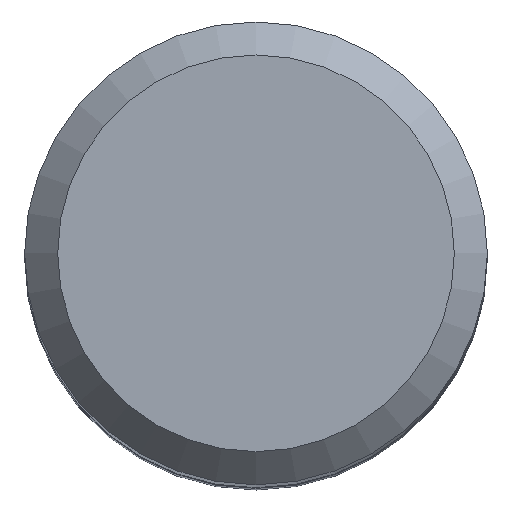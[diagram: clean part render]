
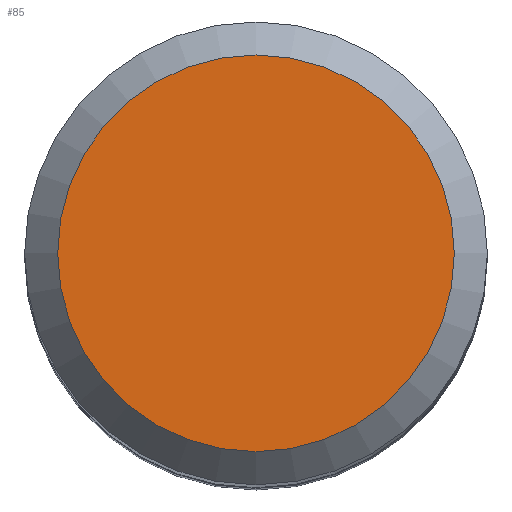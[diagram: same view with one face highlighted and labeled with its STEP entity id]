
A CAD part, top view. The second image highlights one B-rep face of the part: STEP entity #85.
In plain terms, the highlighted planar face has unit normal (0, 0, 1).
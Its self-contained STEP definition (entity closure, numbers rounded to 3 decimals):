
#85=ADVANCED_FACE('',(#104),#99,.T.);
#99=PLANE('',#238);
#104=FACE_OUTER_BOUND('',#109,.T.);
#109=EDGE_LOOP('',(#131));
#131=ORIENTED_EDGE('',*,*,#165,.F.);
#153=VERTEX_POINT('',#342);
#165=EDGE_CURVE('',#153,#153,#176,.T.);
#176=CIRCLE('',#237,6.);
#237=AXIS2_PLACEMENT_3D('',#341,#269,#270);
#238=AXIS2_PLACEMENT_3D('',#343,#271,#272);
#269=DIRECTION('',(0.,0.,-1.));
#270=DIRECTION('',(-1.,0.,0.));
#271=DIRECTION('',(0.,0.,1.));
#272=DIRECTION('',(-1.,0.,0.));
#341=CARTESIAN_POINT('',(0.,0.,45.));
#342=CARTESIAN_POINT('',(-6.,0.,45.));
#343=CARTESIAN_POINT('',(6.,0.,45.));
